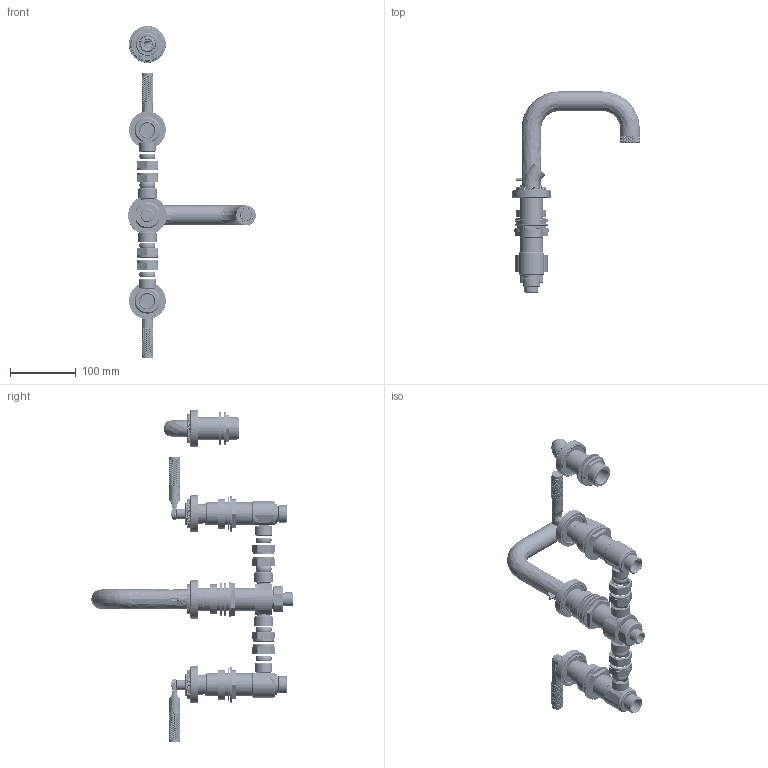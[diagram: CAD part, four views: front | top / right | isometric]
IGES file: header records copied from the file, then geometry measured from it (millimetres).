
Global section: file name: V7K48-1LK; native system: Autodesk Inventor 2018; preprocessor: unknown; author: clarkin; date: 20171006.094622; units: millimetre
Bounding box: 194.25 x 306 x 505 mm (x, y, z)
Volume: 692550.6 mm3; surface area: 433252.2 mm2
Topology: 107 solids, 108 shells, 31276 faces, 67786 edges, 37064 vertices
Faces by surface type: bspline 31276
